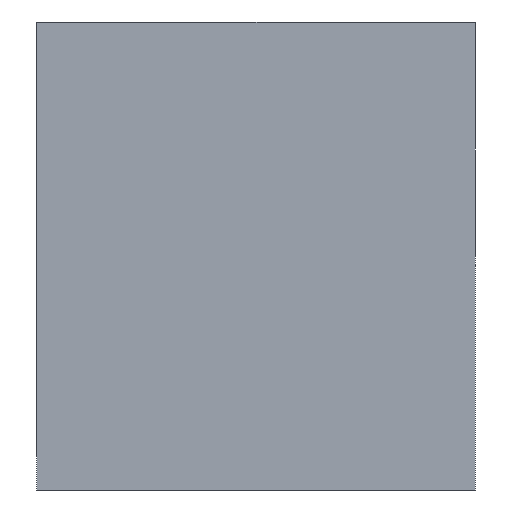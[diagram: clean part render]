
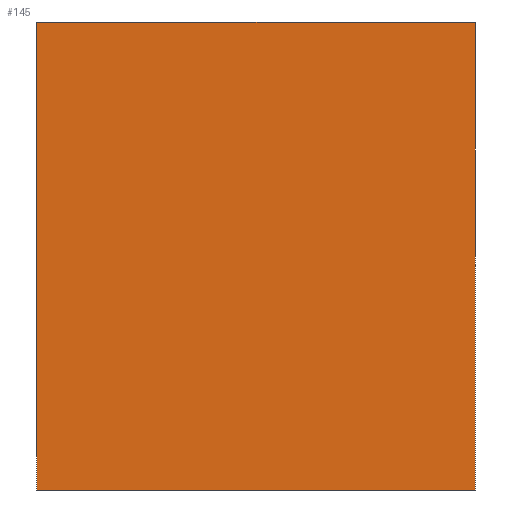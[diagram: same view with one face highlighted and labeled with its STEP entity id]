
A CAD part, left-side view. The second image highlights one B-rep face of the part: STEP entity #145.
In plain terms, the highlighted free-form (B-spline) face has degree [1, 1] with [2, 2] control points.
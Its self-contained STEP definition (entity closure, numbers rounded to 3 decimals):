
#145 = ADVANCED_FACE('',(#146),#176,.F.);
#146 = FACE_BOUND('',#147,.T.);
#147 = EDGE_LOOP('',(#148,#157,#164,#171));
#148 = ORIENTED_EDGE('',*,*,#149,.T.);
#149 = EDGE_CURVE('',#150,#152,#154,.T.);
#150 = VERTEX_POINT('',#151);
#151 = CARTESIAN_POINT('',(-208.412,0.,-138.941));
#152 = VERTEX_POINT('',#153);
#153 = CARTESIAN_POINT('',(-208.412,0.,138.941));
#154 = B_SPLINE_CURVE_WITH_KNOTS('',1,(#155,#156),.UNSPECIFIED.,.F.,.F.,
  (2,2),(-240.,0.),.PIECEWISE_BEZIER_KNOTS.);
#155 = CARTESIAN_POINT('',(-208.412,0.,-138.941));
#156 = CARTESIAN_POINT('',(-208.412,0.,138.941));
#157 = ORIENTED_EDGE('',*,*,#158,.F.);
#158 = EDGE_CURVE('',#159,#152,#161,.T.);
#159 = VERTEX_POINT('',#160);
#160 = CARTESIAN_POINT('',(-208.412,260.515,
    138.941));
#161 = B_SPLINE_CURVE_WITH_KNOTS('',1,(#162,#163),.UNSPECIFIED.,.F.,.F.,
  (2,2),(-0.,225.),.PIECEWISE_BEZIER_KNOTS.);
#162 = CARTESIAN_POINT('',(-208.412,260.515,
    138.941));
#163 = CARTESIAN_POINT('',(-208.412,0.,138.941));
#164 = ORIENTED_EDGE('',*,*,#165,.F.);
#165 = EDGE_CURVE('',#166,#159,#168,.T.);
#166 = VERTEX_POINT('',#167);
#167 = CARTESIAN_POINT('',(-208.412,260.515,
    -138.941));
#168 = B_SPLINE_CURVE_WITH_KNOTS('',1,(#169,#170),.UNSPECIFIED.,.F.,.F.,
  (2,2),(-240.,0.),.PIECEWISE_BEZIER_KNOTS.);
#169 = CARTESIAN_POINT('',(-208.412,260.515,
    -138.941));
#170 = CARTESIAN_POINT('',(-208.412,260.515,
    138.941));
#171 = ORIENTED_EDGE('',*,*,#172,.T.);
#172 = EDGE_CURVE('',#166,#150,#173,.T.);
#173 = B_SPLINE_CURVE_WITH_KNOTS('',1,(#174,#175),.UNSPECIFIED.,.F.,.F.,
  (2,2),(-0.,225.),.PIECEWISE_BEZIER_KNOTS.);
#174 = CARTESIAN_POINT('',(-208.412,260.515,
    -138.941));
#175 = CARTESIAN_POINT('',(-208.412,0.,-138.941));
#176 = B_SPLINE_SURFACE_WITH_KNOTS('',1,1,(
    (#177,#178)
    ,(#179,#180
    )),.UNSPECIFIED.,.F.,.F.,.F.,(2,2),(2,2),(0.,240.),(-225.,0.),
  .PIECEWISE_BEZIER_KNOTS.);
#177 = CARTESIAN_POINT('',(-208.412,0.,138.941));
#178 = CARTESIAN_POINT('',(-208.412,260.515,
    138.941));
#179 = CARTESIAN_POINT('',(-208.412,0.,-138.941));
#180 = CARTESIAN_POINT('',(-208.412,260.515,
    -138.941));
